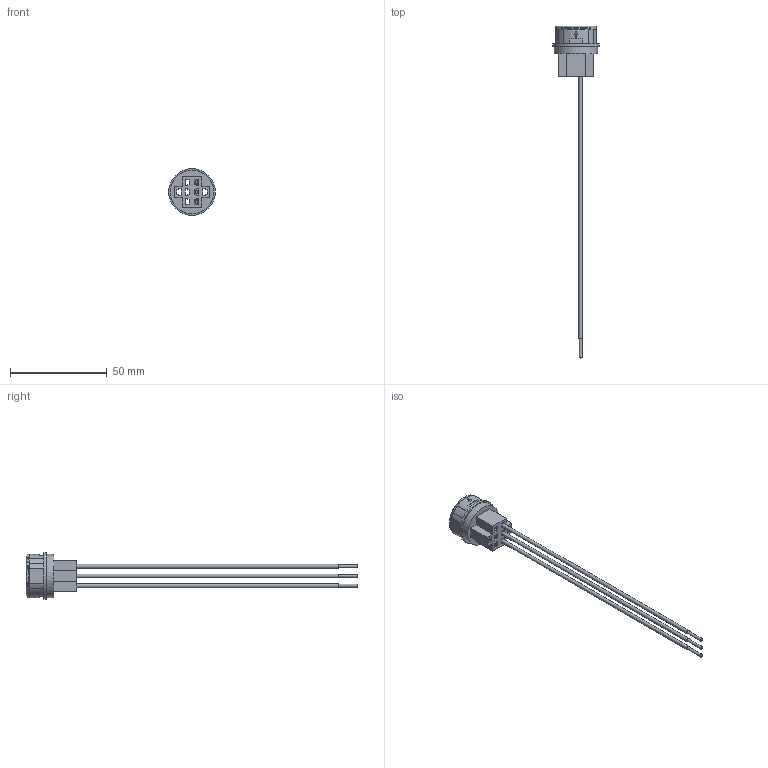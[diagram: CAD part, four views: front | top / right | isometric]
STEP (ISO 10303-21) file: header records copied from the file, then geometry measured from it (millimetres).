
FILE_DESCRIPTION(('STEP AP203'), '1');
FILE_NAME('MT67-PIN3', '2024-09-12T12:50:32', (''), (''), 'C3D Converter', 'C3D Toolkit', '');
FILE_SCHEMA(('CONFIG_CONTROL_DESIGN'));
Length unit declared in the file: millimetre
Bounding box: 24 x 171.2 x 24 mm (x, y, z)
Volume: 6561 mm3; surface area: 7464.2 mm2
Topology: 4 solids, 4 shells, 175 faces, 480 edges, 320 vertices
Faces by surface type: plane 139, cylinder 31, cone 5
Full cylindrical faces by diameter (mm): 1.5 x3, 2 x3, 20 x1, 22.5 x1, 24 x1
Entity records: 7259 total; most frequent: CARTESIAN_POINT 1329, ORIENTED_EDGE 940, DIRECTION 870, EDGE_CURVE 470, LINE 380, VECTOR 380, VERTEX_POINT 320, AXIS2_PLACEMENT_3D 245
